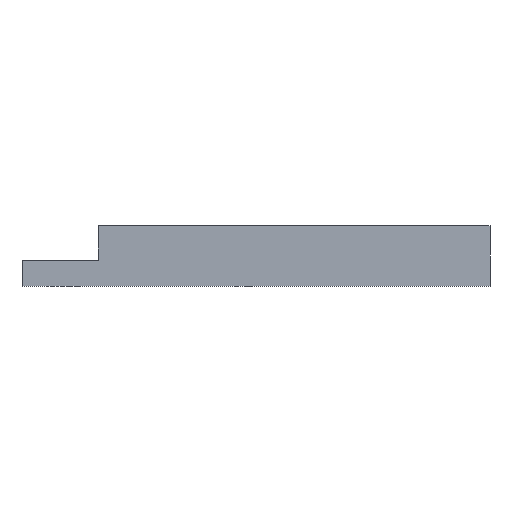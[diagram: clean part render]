
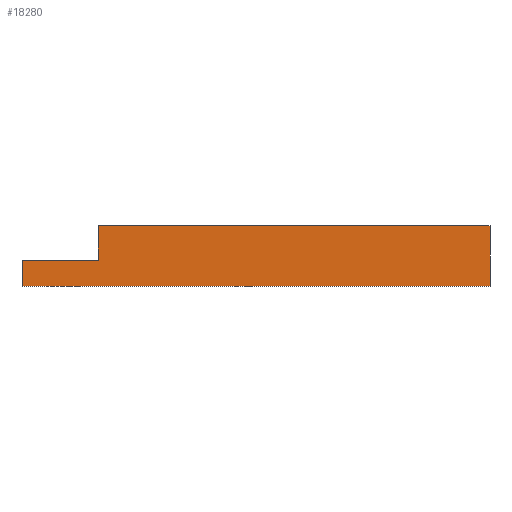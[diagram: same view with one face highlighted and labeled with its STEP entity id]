
A CAD part, front view. The second image highlights one B-rep face of the part: STEP entity #18280.
In plain terms, the highlighted planar face has unit normal (0, -1, 0).
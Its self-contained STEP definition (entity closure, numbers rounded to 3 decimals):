
#200=CARTESIAN_POINT('',(30.45,-25.5,0.3));
#210=VERTEX_POINT('',#200);
#240=CARTESIAN_POINT('',(-30.45,-25.5,0.3));
#250=DIRECTION('',(1.,0.,0.));
#260=VECTOR('',#250,1.);
#270=LINE('',#240,#260);
#280=CARTESIAN_POINT('',(-20.55,-25.5,0.3));
#290=VERTEX_POINT('',#280);
#300=EDGE_CURVE('',#290,#210,#270,.T.);
#860=CARTESIAN_POINT('',(-30.45,-25.5,-7.58));
#870=VERTEX_POINT('',#860);
#900=CARTESIAN_POINT('',(-30.45,-25.5,-7.58));
#910=DIRECTION('',(1.,0.,0.));
#920=VECTOR('',#910,1.);
#930=LINE('',#900,#920);
#940=CARTESIAN_POINT('',(30.45,-25.5,-7.58));
#950=VERTEX_POINT('',#940);
#960=EDGE_CURVE('',#870,#950,#930,.T.);
#1920=CARTESIAN_POINT('',(-20.55,-25.5,0.));
#1930=DIRECTION('',(0.,0.,-1.));
#1940=VECTOR('',#1930,1.);
#1950=LINE('',#1920,#1940);
#1960=CARTESIAN_POINT('',(-20.55,-25.5,-4.18));
#1970=VERTEX_POINT('',#1960);
#1980=EDGE_CURVE('',#290,#1970,#1950,.T.);
#2320=CARTESIAN_POINT('',(0.,-25.5,-4.18));
#2330=DIRECTION('',(-1.,0.,0.));
#2340=VECTOR('',#2330,1.);
#2350=LINE('',#2320,#2340);
#2360=CARTESIAN_POINT('',(-30.45,-25.5,-4.18));
#2370=VERTEX_POINT('',#2360);
#2380=EDGE_CURVE('',#1970,#2370,#2350,.T.);
#18050=CARTESIAN_POINT('',(30.45,-25.5,0.));
#18060=DIRECTION('',(-0.,-1.,-0.));
#18070=DIRECTION('',(-1.,0.,0.));
#18080=AXIS2_PLACEMENT_3D('',#18050,#18060,#18070);
#18090=PLANE('',#18080);
#18100=ORIENTED_EDGE('',*,*,#960,.T.);
#18110=CARTESIAN_POINT('',(-30.45,-25.5,0.));
#18120=DIRECTION('',(0.,0.,1.));
#18130=VECTOR('',#18120,1.);
#18140=LINE('',#18110,#18130);
#18150=EDGE_CURVE('',#870,#2370,#18140,.T.);
#18160=ORIENTED_EDGE('',*,*,#18150,.F.);
#18170=ORIENTED_EDGE('',*,*,#2380,.T.);
#18180=ORIENTED_EDGE('',*,*,#1980,.T.);
#18190=ORIENTED_EDGE('',*,*,#300,.F.);
#18200=CARTESIAN_POINT('',(30.45,-25.5,0.));
#18210=DIRECTION('',(0.,0.,1.));
#18220=VECTOR('',#18210,1.);
#18230=LINE('',#18200,#18220);
#18240=EDGE_CURVE('',#950,#210,#18230,.T.);
#18250=ORIENTED_EDGE('',*,*,#18240,.T.);
#18260=EDGE_LOOP('',(#18250,#18190,#18180,#18170,#18160,#18100));
#18270=FACE_OUTER_BOUND('',#18260,.T.);
#18280=ADVANCED_FACE('',(#18270),#18090,.T.);
